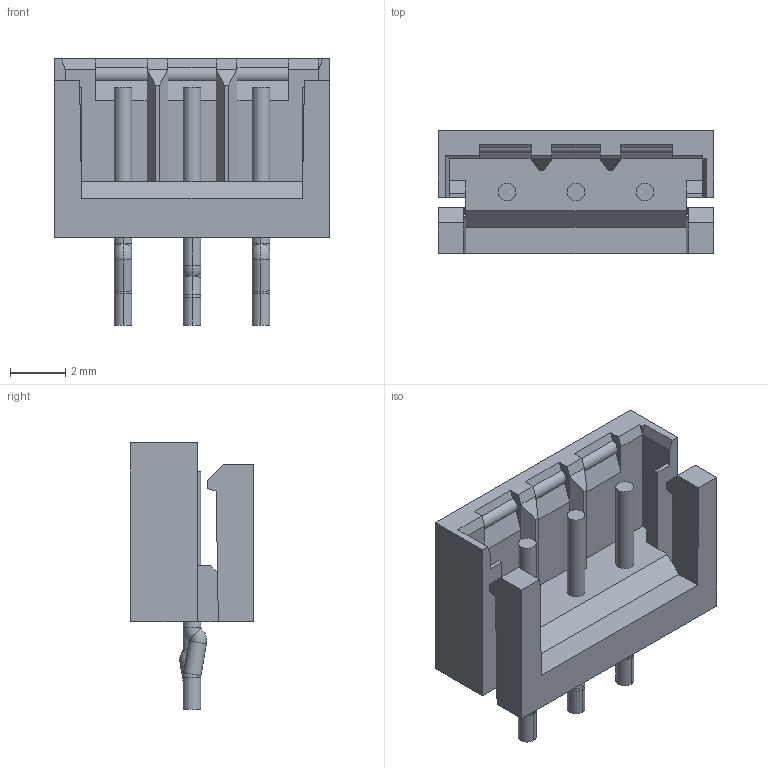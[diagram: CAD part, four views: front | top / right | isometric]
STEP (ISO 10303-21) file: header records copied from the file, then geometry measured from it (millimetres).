
FILE_DESCRIPTION((''),'2;1');
FILE_NAME('C-177537-3','2019-05-29T07:59:53',('workeradm'),('TE Connectivity Ltd.'),'CREO PARAMETRIC BY PTC INC, 2018190','CREO PARAMETRIC BY PTC INC, 2018190','');
FILE_SCHEMA(('AUTOMOTIVE_DESIGN { 1 0 10303 214 1 1 1 1 }'));
Length unit declared in the file: millimetre
Products named in the file (1): C-177537-3
Bounding box: 10 x 4.45 x 9.65 mm (x, y, z)
Volume: 149.7 mm3; surface area: 359.2 mm2
Topology: 1 solids, 1 shells, 119 faces, 294 edges, 173 vertices
Faces by surface type: plane 74, cylinder 27, torus 14, bspline 4
Entity records: 3516 total; most frequent: CARTESIAN_POINT 686, DIRECTION 587, ORIENTED_EDGE 568, EDGE_CURVE 284, VECTOR 211, LINE 211, AXIS2_PLACEMENT_3D 188, VERTEX_POINT 173
